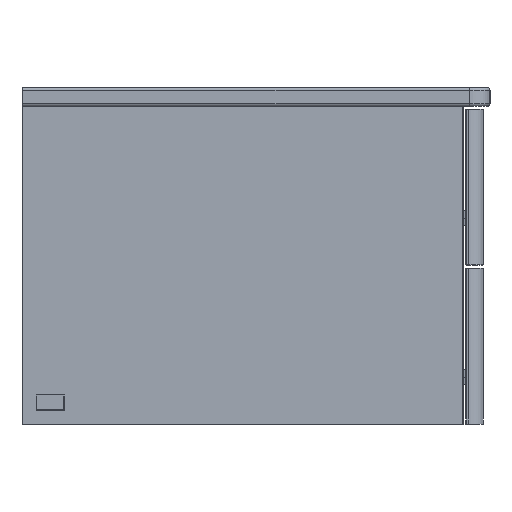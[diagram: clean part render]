
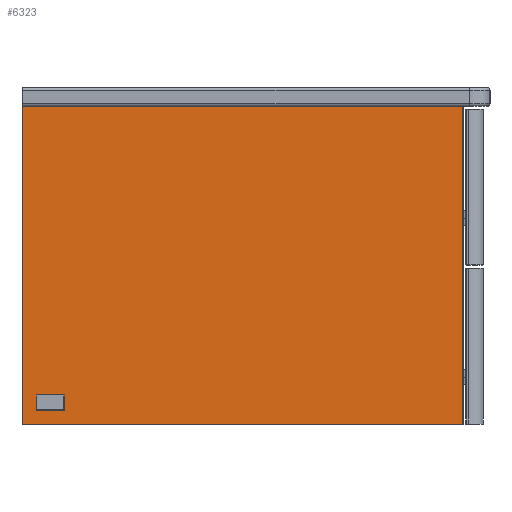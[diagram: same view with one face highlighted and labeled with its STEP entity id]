
A CAD part, left-side view. The second image highlights one B-rep face of the part: STEP entity #6323.
In plain terms, the highlighted planar face has unit normal (-1, 0, 0).
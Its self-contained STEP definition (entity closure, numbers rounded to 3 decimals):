
#6172=CARTESIAN_POINT('',(58399.465,-3466.206,170.0));
#6173=VERTEX_POINT('',#6172);
#6180=CARTESIAN_POINT('',(58399.465,-3466.206,-170.0));
#6181=VERTEX_POINT('',#6180);
#6182=CARTESIAN_POINT('',(58399.465,-3466.206,170.0));
#6183=DIRECTION('',(0.0,0.0,-1.0));
#6184=VECTOR('',#6183,340.0);
#6185=LINE('',#6182,#6184);
#6186=EDGE_CURVE('',#6173,#6181,#6185,.T.);
#6242=CARTESIAN_POINT('',(58399.465,-2995.206,-170.0));
#6243=VERTEX_POINT('',#6242);
#6244=CARTESIAN_POINT('',(58399.465,-2995.206,-170.0));
#6245=DIRECTION('',(0.0,-1.0,0.0));
#6246=VECTOR('',#6245,471.0);
#6247=LINE('',#6244,#6246);
#6248=EDGE_CURVE('',#6243,#6181,#6247,.T.);
#6300=CARTESIAN_POINT('',(58399.465,-3230.706,-170.001));
#6301=DIRECTION('',(-1.0,0.0,0.0));
#6302=DIRECTION('',(0.0,0.0,1.0));
#6303=AXIS2_PLACEMENT_3D('',#6300,#6301,#6302);
#6304=PLANE('',#6303);
#6305=ORIENTED_EDGE('',*,*,#6186,.F.);
#6306=CARTESIAN_POINT('',(58399.465,-2995.206,170.0));
#6307=VERTEX_POINT('',#6306);
#6308=CARTESIAN_POINT('',(58399.465,-2995.206,170.0));
#6309=DIRECTION('',(0.0,-1.0,0.0));
#6310=VECTOR('',#6309,471.0);
#6311=LINE('',#6308,#6310);
#6312=EDGE_CURVE('',#6307,#6173,#6311,.T.);
#6313=ORIENTED_EDGE('',*,*,#6312,.F.);
#6314=CARTESIAN_POINT('',(58399.465,-2995.206,-170.0));
#6315=DIRECTION('',(0.0,0.0,1.0));
#6316=VECTOR('',#6315,340.0);
#6317=LINE('',#6314,#6316);
#6318=EDGE_CURVE('',#6243,#6307,#6317,.T.);
#6319=ORIENTED_EDGE('',*,*,#6318,.F.);
#6320=ORIENTED_EDGE('',*,*,#6248,.T.);
#6321=EDGE_LOOP('',(#6305,#6313,#6319,#6320));
#6322=FACE_OUTER_BOUND('',#6321,.T.);
#6323=ADVANCED_FACE('',(#6322),#6304,.T.);
